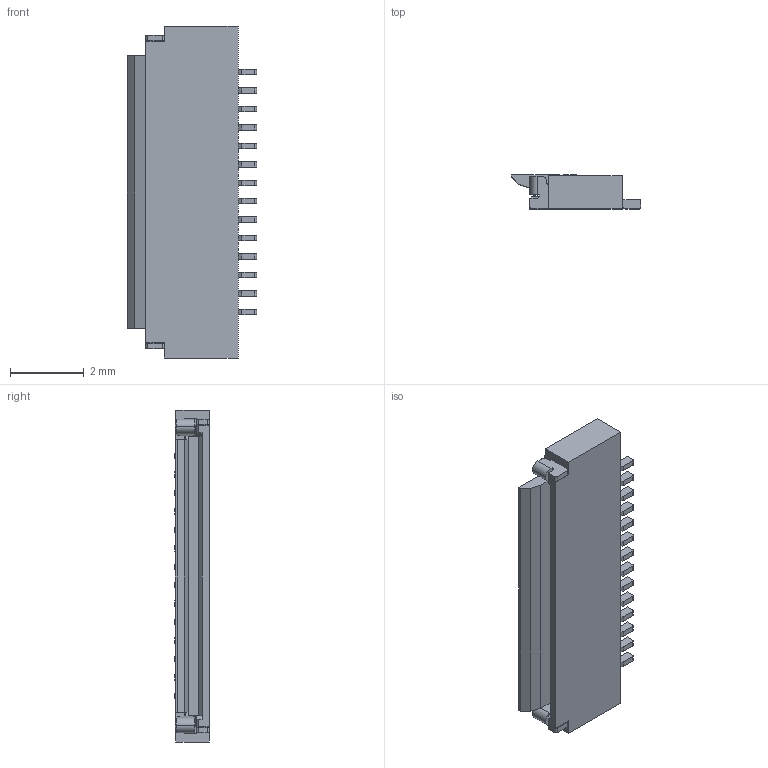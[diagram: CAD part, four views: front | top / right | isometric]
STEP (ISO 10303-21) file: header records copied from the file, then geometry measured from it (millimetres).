
FILE_DESCRIPTION(('OneSpaceDesigner STEP Export'),'2;1');
FILE_NAME('FH19SC-14S-0.5SH.stp','2007-03-19T 9:56:00',(''),(''),'OneSpace Designer STEP processor (Jan. 2003) for AP214(CD)(Solid Model)','OneSpace Designer 12.00 10-Sep-2003 (C) CoCreate Software GmbH','');
FILE_SCHEMA(('AUTOMOTIVE_DESIGN_CC2 {1 2 10303 214 -1 1 5 1}'));
Length unit declared in the file: millimetre
Products named in the file (2): FH19SC-14S-0.5SH_Èª
Assembly tree (1 placements, depth 2):
  FH19SC-14S-0.5SH_Èª
    FH19SC-14S-0.5SH_Èª
Bounding box: 3.5 x 0.93 x 9 mm (x, y, z)
Volume: 15 mm3; surface area: 119.1 mm2
Topology: 1 solids, 1 shells, 367 faces, 1085 edges, 720 vertices
Faces by surface type: plane 253, cylinder 114
Entity records: 11926 total; most frequent: ORIENTED_EDGE 2170, CARTESIAN_POINT 2092, DIRECTION 1915, EDGE_CURVE 1085, VECTOR 829, LINE 829, VERTEX_POINT 720, AXIS2_PLACEMENT_3D 543
